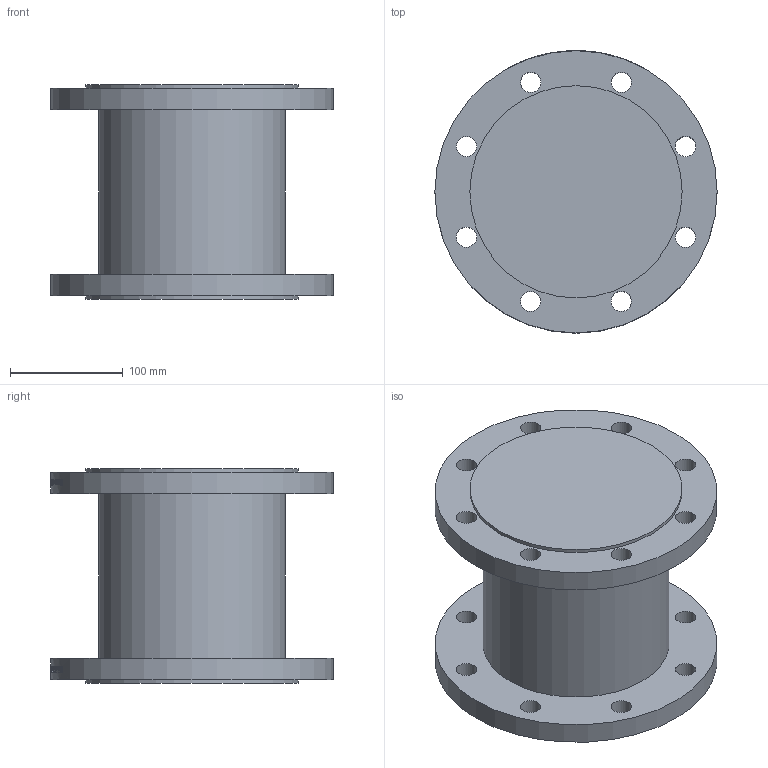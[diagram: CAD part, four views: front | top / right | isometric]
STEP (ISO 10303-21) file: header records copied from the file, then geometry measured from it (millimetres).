
FILE_DESCRIPTION(/* description */ ('1521125'),/* implementation_level */ '2;1');
FILE_NAME(/* name */ '1521125.stp',/* time_stamp */ '2022-06-17T15:57:28+02:00',/* author */ ('crozette'),/* organization */ ('Sferaco'),/* preprocessor_version */ 'ST-DEVELOPER v19',/* originating_system */ 'Autodesk Inventor 2023',/* authorisation */ '');
FILE_SCHEMA (('AUTOMOTIVE_DESIGN { 1 0 10303 214 3 1 1 }'));
Length unit declared in the file: millimetre
Products named in the file (1): 1521125
Bounding box: 250 x 250 x 190 mm (x, y, z)
Volume: 5076294.9 mm3; surface area: 271916.5 mm2
Topology: 1 solids, 1 shells, 895 faces, 2463 edges, 1642 vertices
Faces by surface type: bspline 420, plane 386, cylinder 89
Full cylindrical faces by diameter (mm): 18 x16, 165 x1, 188 x2, 250 x2
Entity records: 39186 total; most frequent: CARTESIAN_POINT 18769, ORIENTED_EDGE 4926, DIRECTION 2989, EDGE_CURVE 2463, VERTEX_POINT 1642, LINE 1209, VECTOR 1209, EDGE_LOOP 999
